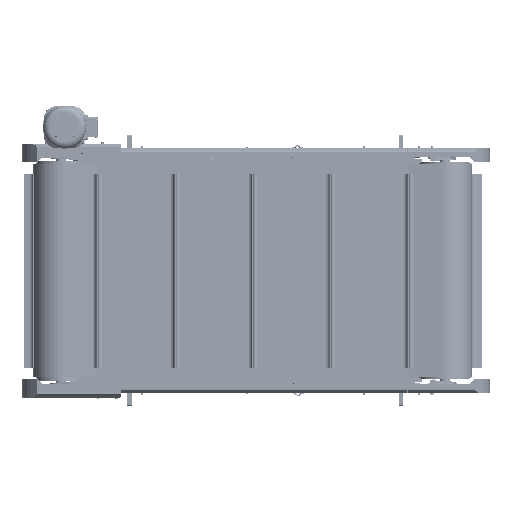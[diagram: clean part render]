
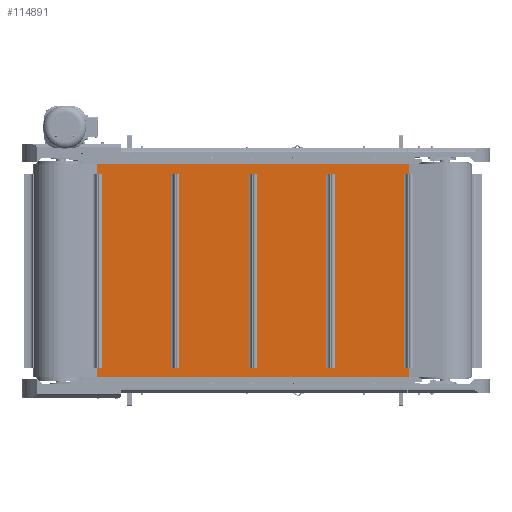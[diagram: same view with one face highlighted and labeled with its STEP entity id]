
A CAD part, left-side view. The second image highlights one B-rep face of the part: STEP entity #114891.
In plain terms, the highlighted planar face has unit normal (-1, 0, 0).
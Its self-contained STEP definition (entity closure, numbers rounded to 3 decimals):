
#3246=FACE_BOUND('',#38580,.T.);
#3247=FACE_BOUND('',#38581,.T.);
#3248=FACE_BOUND('',#38582,.T.);
#5835=PLANE('',#124012);
#13142=LINE('',#184194,#22647);
#13147=LINE('',#184208,#22652);
#13159=LINE('',#184235,#22664);
#13160=LINE('',#184238,#22665);
#13164=LINE('',#184245,#22669);
#13165=LINE('',#184249,#22670);
#13169=LINE('',#184257,#22674);
#13182=LINE('',#184291,#22687);
#13184=LINE('',#184294,#22689);
#13185=LINE('',#184298,#22690);
#13189=LINE('',#184306,#22694);
#13202=LINE('',#184340,#22707);
#13204=LINE('',#184343,#22709);
#13205=LINE('',#184347,#22710);
#13209=LINE('',#184355,#22714);
#13222=LINE('',#184389,#22727);
#13224=LINE('',#184392,#22729);
#13225=LINE('',#184396,#22730);
#13240=LINE('',#184435,#22745);
#13243=LINE('',#184439,#22748);
#13244=LINE('',#184442,#22749);
#13245=LINE('',#184443,#22750);
#13246=LINE('',#184445,#22751);
#13247=LINE('',#184446,#22752);
#22647=VECTOR('',#147524,10.);
#22652=VECTOR('',#147535,10.);
#22664=VECTOR('',#147563,10.);
#22665=VECTOR('',#147566,10.);
#22669=VECTOR('',#147570,10.);
#22670=VECTOR('',#147573,10.);
#22674=VECTOR('',#147579,10.);
#22687=VECTOR('',#147612,10.);
#22689=VECTOR('',#147616,10.);
#22690=VECTOR('',#147619,10.);
#22694=VECTOR('',#147625,10.);
#22707=VECTOR('',#147658,10.);
#22709=VECTOR('',#147662,10.);
#22710=VECTOR('',#147665,10.);
#22714=VECTOR('',#147671,10.);
#22727=VECTOR('',#147704,10.);
#22729=VECTOR('',#147708,10.);
#22730=VECTOR('',#147711,10.);
#22745=VECTOR('',#147746,10.);
#22748=VECTOR('',#147751,10.);
#22749=VECTOR('',#147754,10.);
#22750=VECTOR('',#147755,10.);
#22751=VECTOR('',#147756,10.);
#22752=VECTOR('',#147757,10.);
#31696=FACE_OUTER_BOUND('',#38579,.T.);
#38579=EDGE_LOOP('',(#92231,#92232,#92233,#92234,#92235,#92236,#92237,#92238,
#92239,#92240,#92241,#92242));
#38580=EDGE_LOOP('',(#92243,#92244,#92245,#92246));
#38581=EDGE_LOOP('',(#92247,#92248,#92249,#92250));
#38582=EDGE_LOOP('',(#92251,#92252,#92253,#92254));
#52429=VERTEX_POINT('',#184190);
#52431=VERTEX_POINT('',#184193);
#52437=VERTEX_POINT('',#184207);
#52444=VERTEX_POINT('',#184233);
#52445=VERTEX_POINT('',#184237);
#52448=VERTEX_POINT('',#184243);
#52449=VERTEX_POINT('',#184247);
#52450=VERTEX_POINT('',#184248);
#52453=VERTEX_POINT('',#184256);
#52464=VERTEX_POINT('',#184290);
#52465=VERTEX_POINT('',#184296);
#52466=VERTEX_POINT('',#184297);
#52469=VERTEX_POINT('',#184305);
#52480=VERTEX_POINT('',#184339);
#52481=VERTEX_POINT('',#184345);
#52482=VERTEX_POINT('',#184346);
#52485=VERTEX_POINT('',#184354);
#52496=VERTEX_POINT('',#184388);
#52497=VERTEX_POINT('',#184394);
#52498=VERTEX_POINT('',#184395);
#52511=VERTEX_POINT('',#184433);
#52512=VERTEX_POINT('',#184434);
#52513=VERTEX_POINT('',#184441);
#52514=VERTEX_POINT('',#184444);
#66251=EDGE_CURVE('',#52431,#52429,#13142,.T.);
#66258=EDGE_CURVE('',#52437,#52431,#13147,.T.);
#66272=EDGE_CURVE('',#52444,#52437,#13159,.T.);
#66273=EDGE_CURVE('',#52445,#52444,#13160,.T.);
#66277=EDGE_CURVE('',#52429,#52448,#13164,.T.);
#66278=EDGE_CURVE('',#52449,#52450,#13165,.T.);
#66282=EDGE_CURVE('',#52453,#52449,#13169,.T.);
#66299=EDGE_CURVE('',#52464,#52453,#13182,.T.);
#66301=EDGE_CURVE('',#52450,#52464,#13184,.T.);
#66302=EDGE_CURVE('',#52465,#52466,#13185,.T.);
#66306=EDGE_CURVE('',#52469,#52465,#13189,.T.);
#66323=EDGE_CURVE('',#52480,#52469,#13202,.T.);
#66325=EDGE_CURVE('',#52466,#52480,#13204,.T.);
#66326=EDGE_CURVE('',#52481,#52482,#13205,.T.);
#66330=EDGE_CURVE('',#52485,#52481,#13209,.T.);
#66347=EDGE_CURVE('',#52496,#52485,#13222,.T.);
#66349=EDGE_CURVE('',#52482,#52496,#13224,.T.);
#66350=EDGE_CURVE('',#52497,#52498,#13225,.T.);
#66369=EDGE_CURVE('',#52511,#52512,#13240,.T.);
#66372=EDGE_CURVE('',#52498,#52511,#13243,.T.);
#66373=EDGE_CURVE('',#52513,#52448,#13244,.T.);
#66374=EDGE_CURVE('',#52513,#52497,#13245,.T.);
#66375=EDGE_CURVE('',#52512,#52514,#13246,.T.);
#66376=EDGE_CURVE('',#52445,#52514,#13247,.T.);
#92231=ORIENTED_EDGE('',*,*,#66251,.T.);
#92232=ORIENTED_EDGE('',*,*,#66277,.T.);
#92233=ORIENTED_EDGE('',*,*,#66373,.F.);
#92234=ORIENTED_EDGE('',*,*,#66374,.T.);
#92235=ORIENTED_EDGE('',*,*,#66350,.T.);
#92236=ORIENTED_EDGE('',*,*,#66372,.T.);
#92237=ORIENTED_EDGE('',*,*,#66369,.T.);
#92238=ORIENTED_EDGE('',*,*,#66375,.T.);
#92239=ORIENTED_EDGE('',*,*,#66376,.F.);
#92240=ORIENTED_EDGE('',*,*,#66273,.T.);
#92241=ORIENTED_EDGE('',*,*,#66272,.T.);
#92242=ORIENTED_EDGE('',*,*,#66258,.T.);
#92243=ORIENTED_EDGE('',*,*,#66282,.T.);
#92244=ORIENTED_EDGE('',*,*,#66278,.T.);
#92245=ORIENTED_EDGE('',*,*,#66301,.T.);
#92246=ORIENTED_EDGE('',*,*,#66299,.T.);
#92247=ORIENTED_EDGE('',*,*,#66306,.T.);
#92248=ORIENTED_EDGE('',*,*,#66302,.T.);
#92249=ORIENTED_EDGE('',*,*,#66325,.T.);
#92250=ORIENTED_EDGE('',*,*,#66323,.T.);
#92251=ORIENTED_EDGE('',*,*,#66330,.T.);
#92252=ORIENTED_EDGE('',*,*,#66326,.T.);
#92253=ORIENTED_EDGE('',*,*,#66349,.T.);
#92254=ORIENTED_EDGE('',*,*,#66347,.T.);
#114891=ADVANCED_FACE('',(#31696,#3246,#3247,#3248),#5835,.T.);
#124012=AXIS2_PLACEMENT_3D('',#184440,#147752,#147753);
#147524=DIRECTION('',(0.,-1.,0.));
#147535=DIRECTION('',(0.,0.,1.));
#147563=DIRECTION('',(0.,1.,0.));
#147566=DIRECTION('',(0.,0.,1.));
#147570=DIRECTION('',(0.,0.,1.));
#147573=DIRECTION('',(0.,0.,1.));
#147579=DIRECTION('',(0.,1.,0.));
#147612=DIRECTION('',(0.,0.,-1.));
#147616=DIRECTION('',(0.,-1.,0.));
#147619=DIRECTION('',(0.,0.,1.));
#147625=DIRECTION('',(0.,1.,0.));
#147658=DIRECTION('',(0.,0.,-1.));
#147662=DIRECTION('',(0.,-1.,0.));
#147665=DIRECTION('',(0.,0.,1.));
#147671=DIRECTION('',(0.,1.,0.));
#147704=DIRECTION('',(0.,0.,-1.));
#147708=DIRECTION('',(0.,-1.,0.));
#147711=DIRECTION('',(0.,-1.,0.));
#147746=DIRECTION('',(0.,1.,0.));
#147751=DIRECTION('',(0.,0.,-1.));
#147752=DIRECTION('center_axis',(-1.,0.,0.));
#147753=DIRECTION('ref_axis',(0.,-1.,0.));
#147754=DIRECTION('',(0.,-1.,0.));
#147755=DIRECTION('',(0.,0.,-1.));
#147756=DIRECTION('',(0.,0.,-1.));
#147757=DIRECTION('',(0.,1.,0.));
#184190=CARTESIAN_POINT('',(-251.5,-828.402,500.));
#184193=CARTESIAN_POINT('',(-251.5,-804.175,500.));
#184194=CARTESIAN_POINT('',(-251.5,-23.186,500.));
#184207=CARTESIAN_POINT('',(-251.5,-804.175,-500.));
#184208=CARTESIAN_POINT('',(-251.5,-804.175,0.));
#184233=CARTESIAN_POINT('',(-251.5,-828.402,-500.));
#184235=CARTESIAN_POINT('',(-251.5,-23.186,-500.));
#184237=CARTESIAN_POINT('',(-251.5,-828.402,-550.));
#184238=CARTESIAN_POINT('',(-251.5,-828.402,0.));
#184243=CARTESIAN_POINT('',(-251.5,-828.402,550.));
#184245=CARTESIAN_POINT('',(-251.5,-828.402,0.));
#184247=CARTESIAN_POINT('',(-251.5,-403.374,-500.));
#184248=CARTESIAN_POINT('',(-251.5,-403.374,500.));
#184249=CARTESIAN_POINT('',(-251.5,-403.374,0.));
#184256=CARTESIAN_POINT('',(-251.5,-447.374,-500.));
#184257=CARTESIAN_POINT('',(-251.5,177.214,-500.));
#184290=CARTESIAN_POINT('',(-251.5,-447.374,500.));
#184291=CARTESIAN_POINT('',(-251.5,-447.374,0.));
#184294=CARTESIAN_POINT('',(-251.5,177.214,500.));
#184296=CARTESIAN_POINT('',(-251.5,-2.574,-500.));
#184297=CARTESIAN_POINT('',(-251.5,-2.574,500.));
#184298=CARTESIAN_POINT('',(-251.5,-2.574,0.));
#184305=CARTESIAN_POINT('',(-251.5,-46.574,-500.));
#184306=CARTESIAN_POINT('',(-251.5,377.614,-500.));
#184339=CARTESIAN_POINT('',(-251.5,-46.574,500.));
#184340=CARTESIAN_POINT('',(-251.5,-46.574,0.));
#184343=CARTESIAN_POINT('',(-251.5,377.614,500.));
#184345=CARTESIAN_POINT('',(-251.5,398.226,-500.));
#184346=CARTESIAN_POINT('',(-251.5,398.226,500.));
#184347=CARTESIAN_POINT('',(-251.5,398.226,0.));
#184354=CARTESIAN_POINT('',(-251.5,354.226,-500.));
#184355=CARTESIAN_POINT('',(-251.5,578.014,-500.));
#184388=CARTESIAN_POINT('',(-251.5,354.226,500.));
#184389=CARTESIAN_POINT('',(-251.5,354.226,0.));
#184392=CARTESIAN_POINT('',(-251.5,578.014,500.));
#184394=CARTESIAN_POINT('',(-251.5,779.802,500.));
#184395=CARTESIAN_POINT('',(-251.5,755.027,500.));
#184396=CARTESIAN_POINT('',(-251.5,778.414,500.));
#184433=CARTESIAN_POINT('',(-251.5,755.027,-500.));
#184434=CARTESIAN_POINT('',(-251.5,779.802,-500.));
#184435=CARTESIAN_POINT('',(-251.5,778.414,-500.));
#184439=CARTESIAN_POINT('',(-251.5,755.027,0.));
#184440=CARTESIAN_POINT('Origin',(-251.5,779.802,0.));
#184441=CARTESIAN_POINT('',(-251.5,779.802,550.));
#184442=CARTESIAN_POINT('',(-251.5,779.802,550.));
#184443=CARTESIAN_POINT('',(-251.5,779.802,0.));
#184444=CARTESIAN_POINT('',(-251.5,779.802,-550.));
#184445=CARTESIAN_POINT('',(-251.5,779.802,0.));
#184446=CARTESIAN_POINT('',(-251.5,779.802,-550.));
